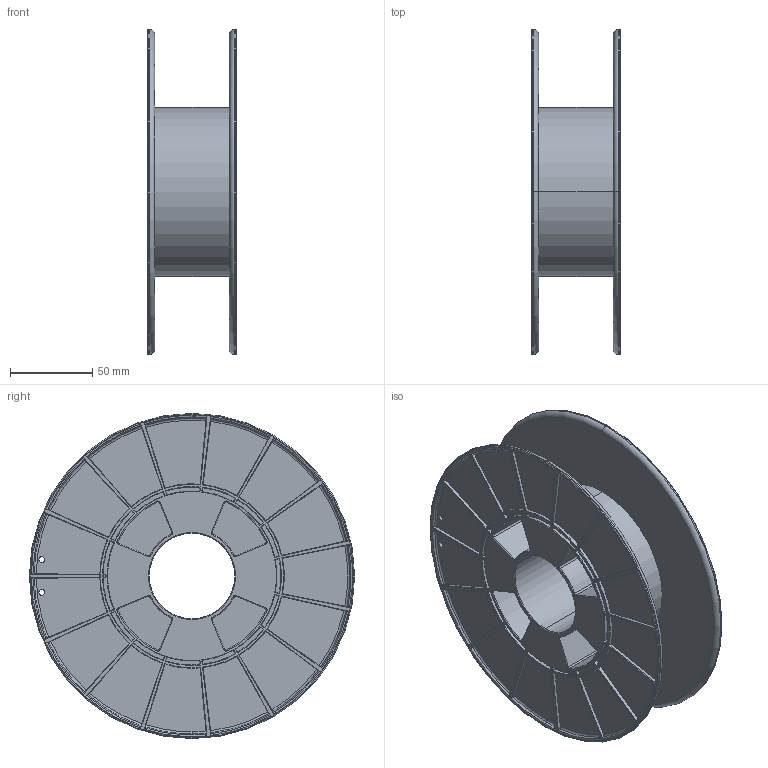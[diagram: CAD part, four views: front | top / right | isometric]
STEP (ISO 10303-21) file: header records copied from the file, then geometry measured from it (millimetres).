
FILE_DESCRIPTION (( 'STEP AP214' ), '1' );
FILE_NAME ('Spool.STEP', '2013-12-12T14:11:03', ( 'user' ), ( '' ), 'SwSTEP 2.0', 'SolidWorks 2014', '' );
FILE_SCHEMA (( 'AUTOMOTIVE_DESIGN' ));
Length unit declared in the file: millimetre
Products named in the file (1): Spool
Bounding box: 54 x 198 x 198 mm (x, y, z)
Volume: 194699.8 mm3; surface area: 179149.4 mm2
Topology: 1 solids, 1 shells, 776 faces, 1840 edges, 1136 vertices
Faces by surface type: plane 328, cylinder 186, cone 164, torus 98
Entity records: 23034 total; most frequent: CARTESIAN_POINT 5373, DIRECTION 3696, ORIENTED_EDGE 3680, EDGE_CURVE 1840, AXIS2_PLACEMENT_3D 1499, VERTEX_POINT 1136, EDGE_LOOP 856, ADVANCED_FACE 776
